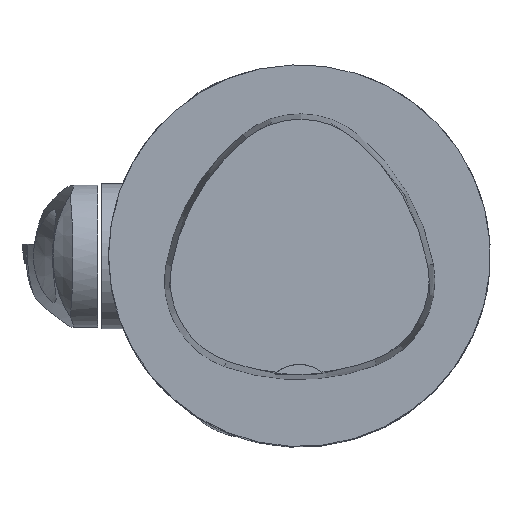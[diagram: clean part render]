
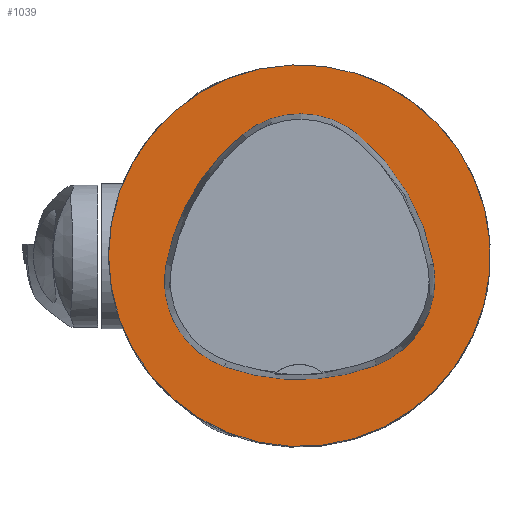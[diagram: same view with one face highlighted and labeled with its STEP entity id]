
A CAD part, top view. The second image highlights one B-rep face of the part: STEP entity #1039.
In plain terms, the highlighted planar face has unit normal (0, 0, 1).
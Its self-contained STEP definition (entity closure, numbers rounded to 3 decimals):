
#617=PLANE('',#6839);
#923=FACE_BOUND('',#1796,.T.);
#924=FACE_BOUND('',#1797,.T.);
#1039=ADVANCED_FACE('',(#923,#924),#617,.T.);
#1796=EDGE_LOOP('',(#3209,#3210,#3211,#3212,#3213,#3214));
#1797=EDGE_LOOP('',(#3215));
#3209=ORIENTED_EDGE('',*,*,#5664,.T.);
#3210=ORIENTED_EDGE('',*,*,#5644,.T.);
#3211=ORIENTED_EDGE('',*,*,#5648,.T.);
#3212=ORIENTED_EDGE('',*,*,#5651,.T.);
#3213=ORIENTED_EDGE('',*,*,#5654,.T.);
#3214=ORIENTED_EDGE('',*,*,#5662,.T.);
#3215=ORIENTED_EDGE('',*,*,#5635,.F.);
#4971=VERTEX_POINT('',#9417);
#4980=VERTEX_POINT('',#9437);
#4981=VERTEX_POINT('',#9438);
#4984=VERTEX_POINT('',#9446);
#4986=VERTEX_POINT('',#9452);
#4988=VERTEX_POINT('',#9458);
#4995=VERTEX_POINT('',#9479);
#5635=EDGE_CURVE('',#4971,#4971,#6499,.T.);
#5644=EDGE_CURVE('',#4980,#4981,#6500,.T.);
#5648=EDGE_CURVE('',#4981,#4984,#6502,.T.);
#5651=EDGE_CURVE('',#4984,#4986,#6504,.T.);
#5654=EDGE_CURVE('',#4986,#4988,#6506,.T.);
#5662=EDGE_CURVE('',#4988,#4995,#6510,.T.);
#5664=EDGE_CURVE('',#4995,#4980,#6512,.T.);
#6499=CIRCLE('',#6810,31.5);
#6500=CIRCLE('',#6817,36.);
#6502=CIRCLE('',#6820,15.);
#6504=CIRCLE('',#6823,36.);
#6506=CIRCLE('',#6826,15.);
#6510=CIRCLE('',#6831,36.);
#6512=CIRCLE('',#6834,15.);
#6810=AXIS2_PLACEMENT_3D('',#9416,#7581,#7582);
#6817=AXIS2_PLACEMENT_3D('',#9436,#7599,#7600);
#6820=AXIS2_PLACEMENT_3D('',#9445,#7607,#7608);
#6823=AXIS2_PLACEMENT_3D('',#9451,#7614,#7615);
#6826=AXIS2_PLACEMENT_3D('',#9457,#7621,#7622);
#6831=AXIS2_PLACEMENT_3D('',#9480,#7633,#7634);
#6834=AXIS2_PLACEMENT_3D('',#9483,#7639,#7640);
#6839=AXIS2_PLACEMENT_3D('',#9488,#7649,#7650);
#7581=DIRECTION('',(0.,0.,-1.));
#7582=DIRECTION('',(-1.,0.,0.));
#7599=DIRECTION('',(0.,0.,-1.));
#7600=DIRECTION('',(-1.,0.,0.));
#7607=DIRECTION('',(0.,0.,-1.));
#7608=DIRECTION('',(-1.,0.,0.));
#7614=DIRECTION('',(0.,0.,-1.));
#7615=DIRECTION('',(-1.,0.,0.));
#7621=DIRECTION('',(0.,0.,-1.));
#7622=DIRECTION('',(-1.,0.,0.));
#7633=DIRECTION('',(0.,0.,-1.));
#7634=DIRECTION('',(-1.,0.,0.));
#7639=DIRECTION('',(0.,0.,-1.));
#7640=DIRECTION('',(-1.,0.,0.));
#7649=DIRECTION('',(0.,0.,1.));
#7650=DIRECTION('',(1.,0.,0.));
#9416=CARTESIAN_POINT('',(0.,0.,0.));
#9417=CARTESIAN_POINT('',(-31.5,0.,0.));
#9436=CARTESIAN_POINT('',(13.398,-7.893,0.));
#9437=CARTESIAN_POINT('',(-22.041,-1.562,0.));
#9438=CARTESIAN_POINT('',(-9.317,20.036,0.));
#9445=CARTESIAN_POINT('',(0.148,8.399,0.));
#9446=CARTESIAN_POINT('',(9.779,19.898,0.));
#9451=CARTESIAN_POINT('',(-13.337,-7.7,0.));
#9452=CARTESIAN_POINT('',(22.122,-1.48,0.));
#9457=CARTESIAN_POINT('',(7.347,-4.071,0.));
#9458=CARTESIAN_POINT('',(12.693,-18.087,0.));
#9479=CARTESIAN_POINT('',(-12.373,-18.307,0.));
#9480=CARTESIAN_POINT('',(-0.137,15.55,0.));
#9483=CARTESIAN_POINT('',(-7.275,-4.2,0.));
#9488=CARTESIAN_POINT('',(0.,0.,0.));
